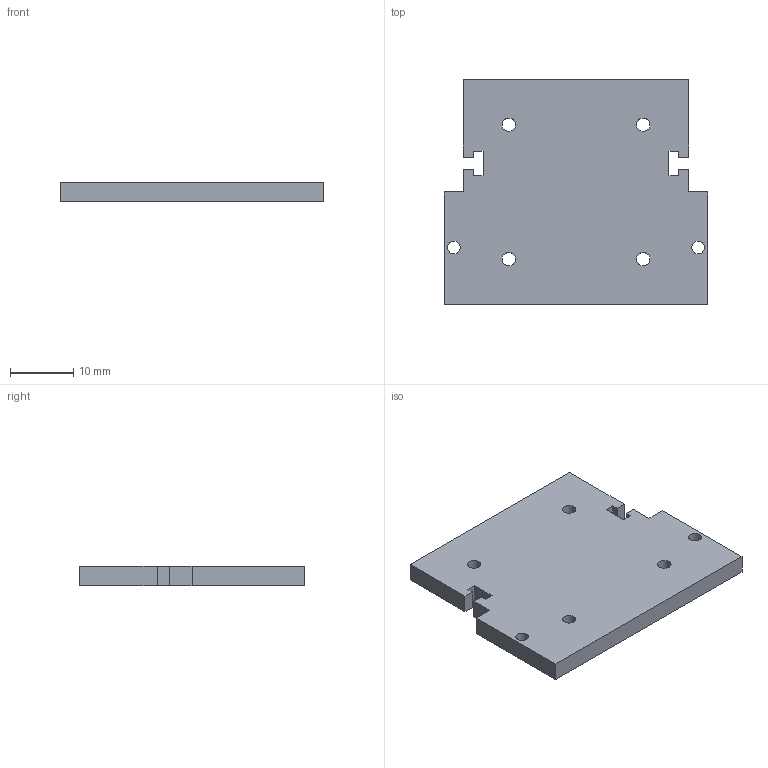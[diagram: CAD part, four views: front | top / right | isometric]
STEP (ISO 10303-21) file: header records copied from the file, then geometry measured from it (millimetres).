
FILE_DESCRIPTION(/* description */ (''),/* implementation_level */ '2;1');
FILE_NAME(/* name */ 'BackPlate.step',/* time_stamp */ '2018-05-15T22:35:58+10:00',/* author */ (''),/* organization */ (''),/* preprocessor_version */ 'ST-DEVELOPER v17',/* originating_system */ 'Autodesk Translation Framework v7.1.0.215',/* authorisation */ '');
FILE_SCHEMA (('AUTOMOTIVE_DESIGN { 1 0 10303 214 3 1 1 }'));
Length unit declared in the file: millimetre
Products named in the file (1): BackPlate
Bounding box: 41.53 x 35.53 x 3 mm (x, y, z)
Volume: 3991.5 mm3; surface area: 3300.2 mm2
Topology: 1 solids, 1 shells, 32 faces, 90 edges, 60 vertices
Faces by surface type: plane 26, cylinder 6
Full cylindrical faces by diameter (mm): 2 x2, 2.1 x4
Entity records: 1090 total; most frequent: CARTESIAN_POINT 183, ORIENTED_EDGE 180, DIRECTION 168, EDGE_CURVE 90, LINE 78, VECTOR 78, VERTEX_POINT 60, AXIS2_PLACEMENT_3D 45
